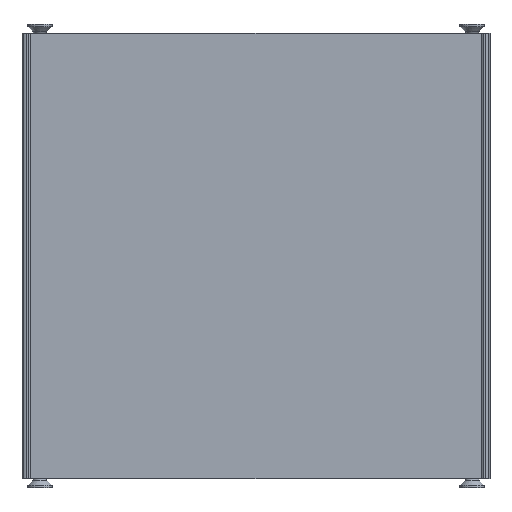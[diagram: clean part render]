
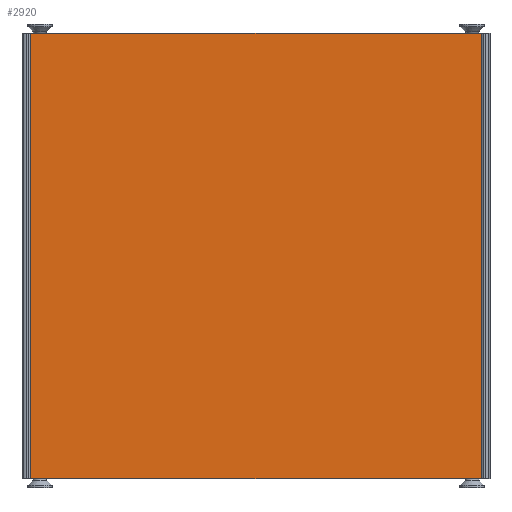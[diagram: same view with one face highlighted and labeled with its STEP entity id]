
A CAD part, front view. The second image highlights one B-rep face of the part: STEP entity #2920.
In plain terms, the highlighted planar face has unit normal (0, -1, 0).
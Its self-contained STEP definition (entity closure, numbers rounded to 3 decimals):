
#243=PLANE('',#3246);
#342=FACE_OUTER_BOUND('',#496,.T.);
#496=EDGE_LOOP('',(#2436,#2437,#2438,#2439));
#622=LINE('',#4314,#865);
#690=LINE('',#4514,#933);
#766=LINE('',#4725,#1009);
#768=LINE('',#4728,#1011);
#865=VECTOR('',#3477,101.1);
#933=VECTOR('',#3683,101.1);
#1009=VECTOR('',#3905,100.);
#1011=VECTOR('',#3909,100.);
#1275=VERTEX_POINT('',#4311);
#1276=VERTEX_POINT('',#4313);
#1338=VERTEX_POINT('',#4511);
#1339=VERTEX_POINT('',#4513);
#1568=EDGE_CURVE('',#1275,#1276,#622,.T.);
#1668=EDGE_CURVE('',#1338,#1339,#690,.T.);
#1778=EDGE_CURVE('',#1339,#1275,#766,.T.);
#1780=EDGE_CURVE('',#1276,#1338,#768,.T.);
#2436=ORIENTED_EDGE('',*,*,#1778,.F.);
#2437=ORIENTED_EDGE('',*,*,#1668,.F.);
#2438=ORIENTED_EDGE('',*,*,#1780,.F.);
#2439=ORIENTED_EDGE('',*,*,#1568,.F.);
#2920=ADVANCED_FACE('',(#342),#243,.F.);
#3246=AXIS2_PLACEMENT_3D('',#4727,#3907,#3908);
#3477=DIRECTION('',(1.,0.,0.));
#3683=DIRECTION('',(-1.,0.,0.));
#3905=DIRECTION('',(0.,0.,1.));
#3907=DIRECTION('center_axis',(0.,1.,0.));
#3908=DIRECTION('ref_axis',(0.,0.,1.));
#3909=DIRECTION('',(0.,0.,-1.));
#4311=CARTESIAN_POINT('',(-50.55,-10.5,50.));
#4313=CARTESIAN_POINT('',(50.55,-10.5,50.));
#4314=CARTESIAN_POINT('',(-50.55,-10.5,50.));
#4511=CARTESIAN_POINT('',(50.55,-10.5,-50.));
#4513=CARTESIAN_POINT('',(-50.55,-10.5,-50.));
#4514=CARTESIAN_POINT('',(50.55,-10.5,-50.));
#4725=CARTESIAN_POINT('',(-50.55,-10.5,-50.));
#4727=CARTESIAN_POINT('Origin',(-50.75,-10.5,50.));
#4728=CARTESIAN_POINT('',(50.55,-10.5,50.));
